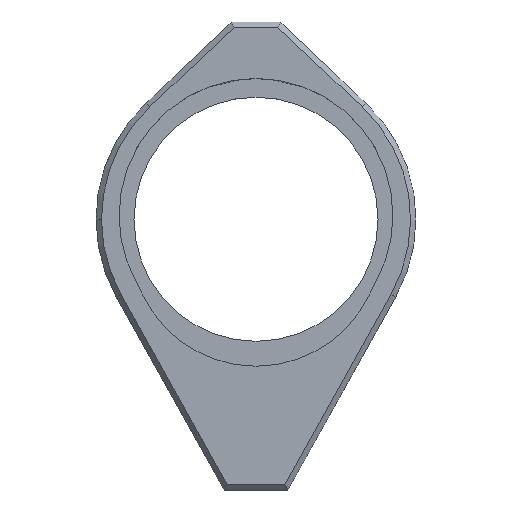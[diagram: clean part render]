
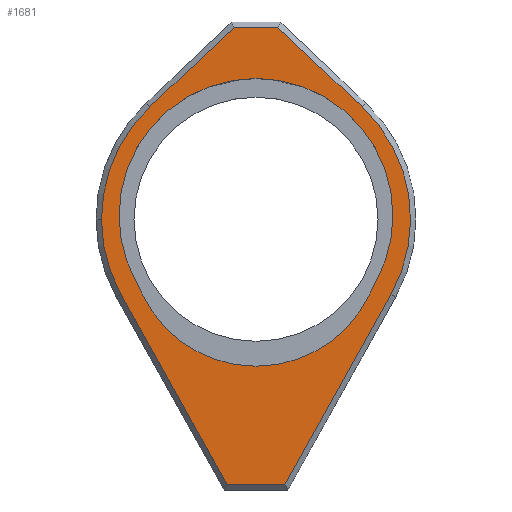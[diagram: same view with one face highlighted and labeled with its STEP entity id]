
A CAD part, top view. The second image highlights one B-rep face of the part: STEP entity #1681.
In plain terms, the highlighted planar face has unit normal (0, 0, 1).
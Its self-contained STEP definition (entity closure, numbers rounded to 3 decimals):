
#7 = EDGE_CURVE ( 'NONE', #873, #1578, #1446, .T. ) ;
#92 = AXIS2_PLACEMENT_3D ( 'NONE', #499, #2240, #2227 ) ;
#138 = LINE ( 'NONE', #1188, #2910 ) ;
#145 = ORIENTED_EDGE ( 'NONE', *, *, #3693, .T. ) ;
#162 = CIRCLE ( 'NONE', #1509, 12.85 ) ;
#177 = AXIS2_PLACEMENT_3D ( 'NONE', #3128, #3732, #3422 ) ;
#183 = CARTESIAN_POINT ( 'NONE',  ( 1.907, 18.136, 0. ) ) ;
#184 = VERTEX_POINT ( 'NONE', #626 ) ;
#220 = CIRCLE ( 'NONE', #2932, 11.798 ) ;
#237 = EDGE_CURVE ( 'NONE', #3296, #778, #2009, .T. ) ;
#243 = DIRECTION ( 'NONE',  ( 1., 0., 0. ) ) ;
#246 = CARTESIAN_POINT ( 'NONE',  ( -10.72, -6.927, 0. ) ) ;
#277 = LINE ( 'NONE', #2774, #1235 ) ;
#287 = EDGE_CURVE ( 'NONE', #388, #878, #277, .T. ) ;
#291 = DIRECTION ( 'NONE',  ( 0., 0., 1. ) ) ;
#331 = CARTESIAN_POINT ( 'NONE',  ( 0., 0.353, 0. ) ) ;
#340 = CARTESIAN_POINT ( 'NONE',  ( 9.951, 10.547, 0. ) ) ;
#384 = CARTESIAN_POINT ( 'NONE',  ( -2.706, -24.9, 0. ) ) ;
#388 = VERTEX_POINT ( 'NONE', #3439 ) ;
#434 = CARTESIAN_POINT ( 'NONE',  ( 10.72, -6.927, 0. ) ) ;
#445 = EDGE_CURVE ( 'NONE', #878, #873, #3260, .T. ) ;
#462 = DIRECTION ( 'NONE',  ( 1., 0., 0. ) ) ;
#499 = CARTESIAN_POINT ( 'NONE',  ( 0., 0., 0. ) ) ;
#586 = DIRECTION ( 'NONE',  ( 1., 0., 0. ) ) ;
#601 = DIRECTION ( 'NONE',  ( 1., 0., 0. ) ) ;
#602 = CARTESIAN_POINT ( 'NONE',  ( 0., 0., 0. ) ) ;
#626 = CARTESIAN_POINT ( 'NONE',  ( 12.85, 0.353, 0. ) ) ;
#685 = VECTOR ( 'NONE', #1041, 1000. ) ;
#712 = CIRCLE ( 'NONE', #1569, 12.85 ) ;
#729 = VERTEX_POINT ( 'NONE', #3338 ) ;
#734 = ORIENTED_EDGE ( 'NONE', *, *, #3229, .F. ) ;
#758 = CARTESIAN_POINT ( 'NONE',  ( 11.302, -5.762, 0. ) ) ;
#778 = VERTEX_POINT ( 'NONE', #1683 ) ;
#807 = PLANE ( 'NONE',  #177 ) ;
#808 = CARTESIAN_POINT ( 'NONE',  ( -9.951, 10.547, 0. ) ) ;
#849 = CARTESIAN_POINT ( 'NONE',  ( -2.25, 18., 0. ) ) ;
#873 = VERTEX_POINT ( 'NONE', #3773 ) ;
#878 = VERTEX_POINT ( 'NONE', #808 ) ;
#907 = EDGE_CURVE ( 'NONE', #729, #2055, #1773, .T. ) ;
#914 = EDGE_CURVE ( 'NONE', #954, #2918, #138, .T. ) ;
#921 = ORIENTED_EDGE ( 'NONE', *, *, #3516, .T. ) ;
#954 = VERTEX_POINT ( 'NONE', #384 ) ;
#963 = FACE_BOUND ( 'NONE', #2008, .T. ) ;
#1041 = DIRECTION ( 'NONE',  ( 0.487, -0.873, 0. ) ) ;
#1102 = AXIS2_PLACEMENT_3D ( 'NONE', #2251, #3445, #3739 ) ;
#1112 = ORIENTED_EDGE ( 'NONE', *, *, #287, .T. ) ;
#1113 = AXIS2_PLACEMENT_3D ( 'NONE', #1606, #3636, #462 ) ;
#1118 = VERTEX_POINT ( 'NONE', #1303 ) ;
#1130 = CIRCLE ( 'NONE', #92, 14.5 ) ;
#1188 = CARTESIAN_POINT ( 'NONE',  ( 0., -24.9, 0. ) ) ;
#1235 = VECTOR ( 'NONE', #1611, 1000. ) ;
#1271 = VECTOR ( 'NONE', #2499, 1000. ) ;
#1284 = EDGE_CURVE ( 'NONE', #2453, #3744, #220, .T. ) ;
#1299 = CARTESIAN_POINT ( 'NONE',  ( -28.892, -15.279, 0. ) ) ;
#1303 = CARTESIAN_POINT ( 'NONE',  ( 12.661, -7.068, 0. ) ) ;
#1333 = EDGE_CURVE ( 'NONE', #184, #729, #712, .T. ) ;
#1404 = DIRECTION ( 'NONE',  ( 0., 0., 1. ) ) ;
#1439 = CARTESIAN_POINT ( 'NONE',  ( 12.661, -7.068, 0. ) ) ;
#1446 = CIRCLE ( 'NONE', #1102, 14.5 ) ;
#1471 = LINE ( 'NONE', #2746, #685 ) ;
#1509 = AXIS2_PLACEMENT_3D ( 'NONE', #1684, #291, #586 ) ;
#1555 = CIRCLE ( 'NONE', #2264, 20. ) ;
#1569 = AXIS2_PLACEMENT_3D ( 'NONE', #2838, #1404, #1705 ) ;
#1578 = VERTEX_POINT ( 'NONE', #1801 ) ;
#1593 = ORIENTED_EDGE ( 'NONE', *, *, #1284, .F. ) ;
#1606 = CARTESIAN_POINT ( 'NONE',  ( 28.892, -15.279, 0. ) ) ;
#1611 = DIRECTION ( 'NONE',  ( -0.727, -0.686, 0. ) ) ;
#1681 = ADVANCED_FACE ( 'NONE', ( #2683, #963 ), #807, .T. ) ;
#1683 = CARTESIAN_POINT ( 'NONE',  ( 2.051, 18., 0. ) ) ;
#1684 = CARTESIAN_POINT ( 'NONE',  ( 0., 0.353, 0. ) ) ;
#1691 = ORIENTED_EDGE ( 'NONE', *, *, #914, .T. ) ;
#1696 = CARTESIAN_POINT ( 'NONE',  ( -11.302, -5.762, 0. ) ) ;
#1705 = DIRECTION ( 'NONE',  ( 1., 0., 0. ) ) ;
#1730 = DIRECTION ( 'NONE',  ( 0.487, 0.873, 0. ) ) ;
#1773 = CIRCLE ( 'NONE', #2255, 12.85 ) ;
#1774 = ORIENTED_EDGE ( 'NONE', *, *, #237, .T. ) ;
#1776 = DIRECTION ( 'NONE',  ( 1., 0., 0. ) ) ;
#1801 = CARTESIAN_POINT ( 'NONE',  ( -12.661, -7.068, 0. ) ) ;
#1865 = EDGE_LOOP ( 'NONE', ( #1112, #3265, #3233, #2052, #1691, #2441, #921, #1774, #145 ) ) ;
#1921 = ORIENTED_EDGE ( 'NONE', *, *, #2369, .T. ) ;
#2008 = EDGE_LOOP ( 'NONE', ( #1593, #1921, #3224, #2627, #734, #3562 ) ) ;
#2009 = LINE ( 'NONE', #183, #1271 ) ;
#2032 = DIRECTION ( 'NONE',  ( -1., 0., 0. ) ) ;
#2052 = ORIENTED_EDGE ( 'NONE', *, *, #2278, .T. ) ;
#2055 = VERTEX_POINT ( 'NONE', #1696 ) ;
#2227 = DIRECTION ( 'NONE',  ( 1., 0., 0. ) ) ;
#2240 = DIRECTION ( 'NONE',  ( 0., 0., 1. ) ) ;
#2251 = CARTESIAN_POINT ( 'NONE',  ( 0., 0., 0. ) ) ;
#2255 = AXIS2_PLACEMENT_3D ( 'NONE', #331, #2648, #601 ) ;
#2264 = AXIS2_PLACEMENT_3D ( 'NONE', #1299, #3326, #3088 ) ;
#2278 = EDGE_CURVE ( 'NONE', #1578, #954, #1471, .T. ) ;
#2288 = DIRECTION ( 'NONE',  ( 0., 0., 1. ) ) ;
#2306 = EDGE_CURVE ( 'NONE', #2757, #3744, #3591, .T. ) ;
#2369 = EDGE_CURVE ( 'NONE', #2453, #2055, #1555, .T. ) ;
#2441 = ORIENTED_EDGE ( 'NONE', *, *, #2603, .T. ) ;
#2453 = VERTEX_POINT ( 'NONE', #246 ) ;
#2499 = DIRECTION ( 'NONE',  ( -0.727, 0.686, 0. ) ) ;
#2603 = EDGE_CURVE ( 'NONE', #2918, #1118, #3692, .T. ) ;
#2627 = ORIENTED_EDGE ( 'NONE', *, *, #1333, .F. ) ;
#2638 = DIRECTION ( 'NONE',  ( 0., 0., 1. ) ) ;
#2648 = DIRECTION ( 'NONE',  ( 0., 0., 1. ) ) ;
#2683 = FACE_OUTER_BOUND ( 'NONE', #1865, .T. ) ;
#2746 = CARTESIAN_POINT ( 'NONE',  ( -2.563, -25.156, 0. ) ) ;
#2757 = VERTEX_POINT ( 'NONE', #758 ) ;
#2774 = CARTESIAN_POINT ( 'NONE',  ( -9.951, 10.547, 0. ) ) ;
#2790 = CARTESIAN_POINT ( 'NONE',  ( 2.706, -24.9, 0. ) ) ;
#2833 = VECTOR ( 'NONE', #2032, 1000. ) ;
#2838 = CARTESIAN_POINT ( 'NONE',  ( 0., 0.353, 0. ) ) ;
#2853 = CARTESIAN_POINT ( 'NONE',  ( 0., -2., 0. ) ) ;
#2910 = VECTOR ( 'NONE', #3227, 1000. ) ;
#2918 = VERTEX_POINT ( 'NONE', #2790 ) ;
#2932 = AXIS2_PLACEMENT_3D ( 'NONE', #2853, #2288, #243 ) ;
#3062 = AXIS2_PLACEMENT_3D ( 'NONE', #602, #2638, #1776 ) ;
#3088 = DIRECTION ( 'NONE',  ( 1., 0., 0. ) ) ;
#3128 = CARTESIAN_POINT ( 'NONE',  ( 0., 0., 0. ) ) ;
#3224 = ORIENTED_EDGE ( 'NONE', *, *, #907, .F. ) ;
#3227 = DIRECTION ( 'NONE',  ( 1., 0., 0. ) ) ;
#3229 = EDGE_CURVE ( 'NONE', #2757, #184, #162, .T. ) ;
#3233 = ORIENTED_EDGE ( 'NONE', *, *, #7, .T. ) ;
#3260 = CIRCLE ( 'NONE', #3062, 14.5 ) ;
#3265 = ORIENTED_EDGE ( 'NONE', *, *, #445, .T. ) ;
#3296 = VERTEX_POINT ( 'NONE', #340 ) ;
#3326 = DIRECTION ( 'NONE',  ( 0., 0., 1. ) ) ;
#3338 = CARTESIAN_POINT ( 'NONE',  ( -12.85, 0.353, 0. ) ) ;
#3414 = VECTOR ( 'NONE', #1730, 1000. ) ;
#3422 = DIRECTION ( 'NONE',  ( 1., 0., 0. ) ) ;
#3439 = CARTESIAN_POINT ( 'NONE',  ( -2.051, 18., 0. ) ) ;
#3445 = DIRECTION ( 'NONE',  ( 0., 0., 1. ) ) ;
#3516 = EDGE_CURVE ( 'NONE', #1118, #3296, #1130, .T. ) ;
#3562 = ORIENTED_EDGE ( 'NONE', *, *, #2306, .T. ) ;
#3591 = CIRCLE ( 'NONE', #1113, 20. ) ;
#3615 = LINE ( 'NONE', #849, #2833 ) ;
#3636 = DIRECTION ( 'NONE',  ( 0., 0., 1. ) ) ;
#3692 = LINE ( 'NONE', #1439, #3414 ) ;
#3693 = EDGE_CURVE ( 'NONE', #778, #388, #3615, .T. ) ;
#3732 = DIRECTION ( 'NONE',  ( 0., 0., 1. ) ) ;
#3739 = DIRECTION ( 'NONE',  ( 1., 0., 0. ) ) ;
#3744 = VERTEX_POINT ( 'NONE', #434 ) ;
#3773 = CARTESIAN_POINT ( 'NONE',  ( -14.5, 0., 0. ) ) ;
